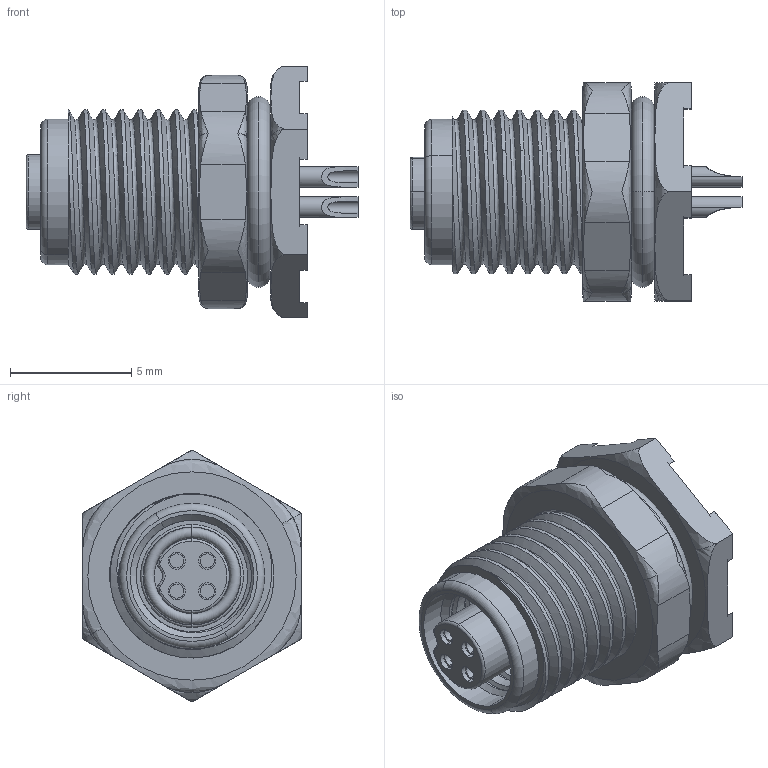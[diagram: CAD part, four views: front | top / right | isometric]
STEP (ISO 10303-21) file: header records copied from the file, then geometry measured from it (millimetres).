
FILE_DESCRIPTION (( 'STEP AP203' ), '1' );
FILE_NAME ('54-00107.STEP', '2025-03-24T23:24:00', ( '' ), ( '' ), 'SwSTEP 2.0', 'SolidWorks 2021', '' );
FILE_SCHEMA (( 'CONFIG_CONTROL_DESIGN' ));
Length unit declared in the file: millimetre
Products named in the file (8): M5_oring_large_6 mm diameter; 54-00107; M5_female panel mount threads; M5Female_socket; M7x.75 nut; M5F4P_short; M5_oring_small
Assembly tree (10 placements, depth 3):
  54-00107
    M5_female panel mount threads
    M7x.75 nut
    M5_oring_large_6 mm diameter
    M5F4P_short
      M5F4P_short
      M5Female_socket  x4
    M5_oring_small
Bounding box: 13.7 x 9 x 10.39 mm (x, y, z)
Volume: 387.4 mm3; surface area: 1342.7 mm2
Topology: 9 solids, 9 shells, 271 faces, 676 edges, 431 vertices
Faces by surface type: cylinder 134, plane 75, bspline 22, torus 22, cone 18
Entity records: 15397 total; most frequent: CARTESIAN_POINT 9873, ORIENTED_EDGE 1058, DIRECTION 886, EDGE_CURVE 529, AXIS2_PLACEMENT_3D 364, VERTEX_POINT 341, EDGE_LOOP 226, FACE_OUTER_BOUND 205
